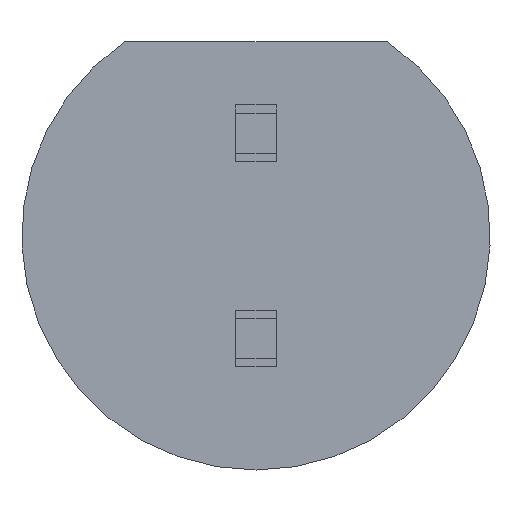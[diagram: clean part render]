
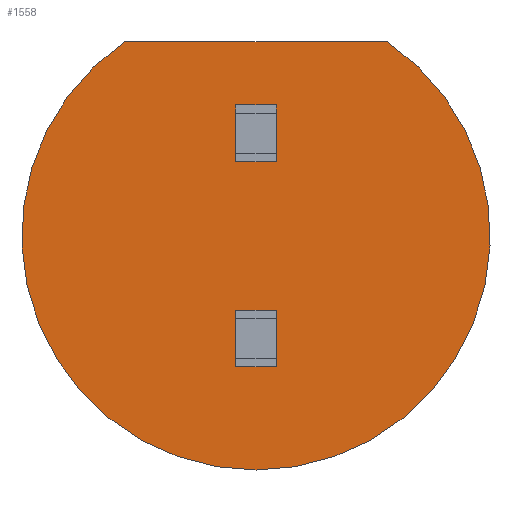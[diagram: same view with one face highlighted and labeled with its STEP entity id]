
A CAD part, front view. The second image highlights one B-rep face of the part: STEP entity #1558.
In plain terms, the highlighted planar face has unit normal (0, -1, 0).
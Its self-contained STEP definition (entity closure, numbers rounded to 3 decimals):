
#113 = VERTEX_POINT ( 'NONE', #3957 ) ;
#116 = EDGE_CURVE ( 'NONE', #113, #142, #3956, .T. ) ;
#142 = VERTEX_POINT ( 'NONE', #4069 ) ;
#1260 = EDGE_CURVE ( 'NONE', #1261, #1290, #6669, .T. ) ;
#1261 = VERTEX_POINT ( 'NONE', #6664 ) ;
#1290 = VERTEX_POINT ( 'NONE', #6779 ) ;
#1476 = ORIENTED_EDGE ( 'NONE', *, *, #1477, .F. ) ;
#1477 = EDGE_CURVE ( 'NONE', #1478, #113, #7213, .T. ) ;
#1478 = VERTEX_POINT ( 'NONE', #7209 ) ;
#1479 = ORIENTED_EDGE ( 'NONE', *, *, #1480, .T. ) ;
#1480 = EDGE_CURVE ( 'NONE', #1478, #1481, #7273, .T. ) ;
#1481 = VERTEX_POINT ( 'NONE', #7269 ) ;
#1482 = ORIENTED_EDGE ( 'NONE', *, *, #1483, .T. ) ;
#1483 = EDGE_CURVE ( 'NONE', #1481, #142, #7268, .T. ) ;
#1484 = ORIENTED_EDGE ( 'NONE', *, *, #116, .F. ) ;
#1485 = EDGE_LOOP ( 'NONE', ( #1486, #1544, #1547, #1550 ) ) ;
#1486 = ORIENTED_EDGE ( 'NONE', *, *, #1541, .T. ) ;
#1528 = ORIENTED_EDGE ( 'NONE', *, *, #1529, .F. ) ;
#1529 = EDGE_CURVE ( 'NONE', #1261, #1556, #7344, .T. ) ;
#1541 = EDGE_CURVE ( 'NONE', #1542, #1543, #7401, .T. ) ;
#1542 = VERTEX_POINT ( 'NONE', #7393 ) ;
#1543 = VERTEX_POINT ( 'NONE', #7392 ) ;
#1544 = ORIENTED_EDGE ( 'NONE', *, *, #1545, .T. ) ;
#1545 = EDGE_CURVE ( 'NONE', #1543, #1546, #7391, .T. ) ;
#1546 = VERTEX_POINT ( 'NONE', #7445 ) ;
#1547 = ORIENTED_EDGE ( 'NONE', *, *, #1548, .F. ) ;
#1548 = EDGE_CURVE ( 'NONE', #1549, #1546, #7444, .T. ) ;
#1549 = VERTEX_POINT ( 'NONE', #7440 ) ;
#1550 = ORIENTED_EDGE ( 'NONE', *, *, #1551, .F. ) ;
#1551 = EDGE_CURVE ( 'NONE', #1542, #1549, #7439, .T. ) ;
#1552 = EDGE_LOOP ( 'NONE', ( #1553, #1554, #1528 ) ) ;
#1553 = ORIENTED_EDGE ( 'NONE', *, *, #1260, .T. ) ;
#1554 = ORIENTED_EDGE ( 'NONE', *, *, #1555, .T. ) ;
#1555 = EDGE_CURVE ( 'NONE', #1290, #1556, #7435, .T. ) ;
#1556 = VERTEX_POINT ( 'NONE', #7430 ) ;
#1558 = ADVANCED_FACE ( 'NONE', ( #7429, #7428, #7427 ), #7474, .F. ) ;
#1559 = EDGE_LOOP ( 'NONE', ( #1476, #1479, #1482, #1484 ) ) ;
#3953 = DIRECTION ( 'NONE',  ( 0., 0., 1. ) ) ;
#3954 = VECTOR ( 'NONE', #3953, 1000. ) ;
#3955 = CARTESIAN_POINT ( 'NONE',  ( 0.25, 0., -6.521 ) ) ;
#3956 = LINE ( 'NONE', #3955, #3954 ) ;
#3957 = CARTESIAN_POINT ( 'NONE',  ( 0.25, 0., -1.52 ) ) ;
#4069 = CARTESIAN_POINT ( 'NONE',  ( 0.25, 0., -1.02 ) ) ;
#6664 = CARTESIAN_POINT ( 'NONE',  ( -1.628, 0., 2.4 ) ) ;
#6665 = DIRECTION ( 'NONE',  ( 0., 0., -1. ) ) ;
#6666 = DIRECTION ( 'NONE',  ( 0., -1., 0. ) ) ;
#6667 = CARTESIAN_POINT ( 'NONE',  ( 0., 0., 0. ) ) ;
#6668 = AXIS2_PLACEMENT_3D ( 'NONE', #6667, #6666, #6665 ) ;
#6669 = CIRCLE ( 'NONE', #6668, 2.9 ) ;
#6779 = CARTESIAN_POINT ( 'NONE',  ( 0., 0., -2.9 ) ) ;
#7209 = CARTESIAN_POINT ( 'NONE',  ( -0.25, 0., -1.52 ) ) ;
#7210 = DIRECTION ( 'NONE',  ( 1., 0., 0. ) ) ;
#7211 = VECTOR ( 'NONE', #7210, 1000. ) ;
#7212 = CARTESIAN_POINT ( 'NONE',  ( 0., 0., -1.52 ) ) ;
#7213 = LINE ( 'NONE', #7212, #7211 ) ;
#7265 = DIRECTION ( 'NONE',  ( 1., 0., 0. ) ) ;
#7266 = VECTOR ( 'NONE', #7265, 1000. ) ;
#7267 = CARTESIAN_POINT ( 'NONE',  ( 0., 0., -1.02 ) ) ;
#7268 = LINE ( 'NONE', #7267, #7266 ) ;
#7269 = CARTESIAN_POINT ( 'NONE',  ( -0.25, 0., -1.02 ) ) ;
#7270 = DIRECTION ( 'NONE',  ( 0., 0., 1. ) ) ;
#7271 = VECTOR ( 'NONE', #7270, 1000. ) ;
#7272 = CARTESIAN_POINT ( 'NONE',  ( -0.25, 0., -6.521 ) ) ;
#7273 = LINE ( 'NONE', #7272, #7271 ) ;
#7341 = DIRECTION ( 'NONE',  ( 1., 0., 0. ) ) ;
#7342 = VECTOR ( 'NONE', #7341, 1000. ) ;
#7343 = CARTESIAN_POINT ( 'NONE',  ( -1.628, 0., 2.4 ) ) ;
#7344 = LINE ( 'NONE', #7343, #7342 ) ;
#7389 = VECTOR ( 'NONE', #7446, 1000. ) ;
#7390 = CARTESIAN_POINT ( 'NONE',  ( 0.25, 0., -6.521 ) ) ;
#7391 = LINE ( 'NONE', #7390, #7389 ) ;
#7392 = CARTESIAN_POINT ( 'NONE',  ( 0.25, 0., 1.52 ) ) ;
#7393 = CARTESIAN_POINT ( 'NONE',  ( -0.25, 0., 1.52 ) ) ;
#7394 = DIRECTION ( 'NONE',  ( 1., 0., 0. ) ) ;
#7395 = VECTOR ( 'NONE', #7394, 1000. ) ;
#7396 = CARTESIAN_POINT ( 'NONE',  ( 0., 0., 1.52 ) ) ;
#7401 = LINE ( 'NONE', #7396, #7395 ) ;
#7427 = FACE_OUTER_BOUND ( 'NONE', #1552, .T. ) ;
#7428 = FACE_BOUND ( 'NONE', #1485, .T. ) ;
#7429 = FACE_BOUND ( 'NONE', #1559, .T. ) ;
#7430 = CARTESIAN_POINT ( 'NONE',  ( 1.628, 0., 2.4 ) ) ;
#7431 = DIRECTION ( 'NONE',  ( 0., 0., -1. ) ) ;
#7432 = DIRECTION ( 'NONE',  ( 0., -1., 0. ) ) ;
#7433 = CARTESIAN_POINT ( 'NONE',  ( 0., 0., 0. ) ) ;
#7434 = AXIS2_PLACEMENT_3D ( 'NONE', #7433, #7432, #7431 ) ;
#7435 = CIRCLE ( 'NONE', #7434, 2.9 ) ;
#7436 = DIRECTION ( 'NONE',  ( 0., 0., -1. ) ) ;
#7437 = VECTOR ( 'NONE', #7436, 1000. ) ;
#7438 = CARTESIAN_POINT ( 'NONE',  ( -0.25, 0., -6.521 ) ) ;
#7439 = LINE ( 'NONE', #7438, #7437 ) ;
#7440 = CARTESIAN_POINT ( 'NONE',  ( -0.25, 0., 1.02 ) ) ;
#7441 = DIRECTION ( 'NONE',  ( 1., 0., 0. ) ) ;
#7442 = VECTOR ( 'NONE', #7441, 1000. ) ;
#7443 = CARTESIAN_POINT ( 'NONE',  ( 0., 0., 1.02 ) ) ;
#7444 = LINE ( 'NONE', #7443, #7442 ) ;
#7445 = CARTESIAN_POINT ( 'NONE',  ( 0.25, 0., 1.02 ) ) ;
#7446 = DIRECTION ( 'NONE',  ( 0., 0., -1. ) ) ;
#7469 = DIRECTION ( 'NONE',  ( 0., 0., 1. ) ) ;
#7470 = DIRECTION ( 'NONE',  ( 0., 1., 0. ) ) ;
#7471 = CARTESIAN_POINT ( 'NONE',  ( 1.45, 0., 0. ) ) ;
#7472 = AXIS2_PLACEMENT_3D ( 'NONE', #7471, #7470, #7469 ) ;
#7474 = PLANE ( 'NONE',  #7472 ) ;
